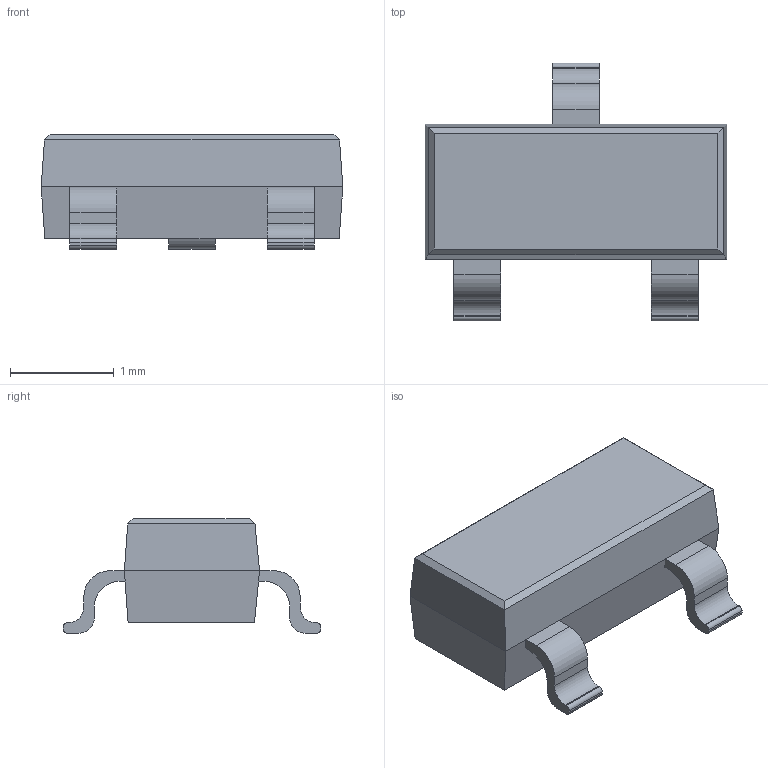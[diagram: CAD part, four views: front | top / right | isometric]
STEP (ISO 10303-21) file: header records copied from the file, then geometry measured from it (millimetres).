
FILE_DESCRIPTION(/* description */ (''),/* implementation_level */ '2;1');
FILE_NAME(/* name */ 'SOT23.step',/* time_stamp */ '2019-04-17T23:31:02+03:00',/* author */ (''),/* organization */ (''),/* preprocessor_version */ 'ST-DEVELOPER v17.2',/* originating_system */ 'Autodesk Translation Framework v7.6.0.251',/* authorisation */ '');
FILE_SCHEMA (('AUTOMOTIVE_DESIGN { 1 0 10303 214 3 1 1 }'));
Length unit declared in the file: millimetre
Products named in the file (7): (Unsaved); SOT23 (1); SOT23; Component2; Component3; Component4; Component5
Assembly tree (6 placements, depth 4):
  (Unsaved)
    SOT23 (1)
      SOT23
        Component2
      Component3
      Component4
      Component5
Bounding box: 2.9 x 2.48 x 1.1 mm (x, y, z)
Volume: 3.7 mm3; surface area: 18.3 mm2
Topology: 4 solids, 4 shells, 62 faces, 156 edges, 102 vertices
Faces by surface type: plane 44, cylinder 18
Entity records: 2051 total; most frequent: DIRECTION 342, CARTESIAN_POINT 333, ORIENTED_EDGE 312, EDGE_CURVE 156, LINE 120, VECTOR 120, AXIS2_PLACEMENT_3D 111, VERTEX_POINT 102
